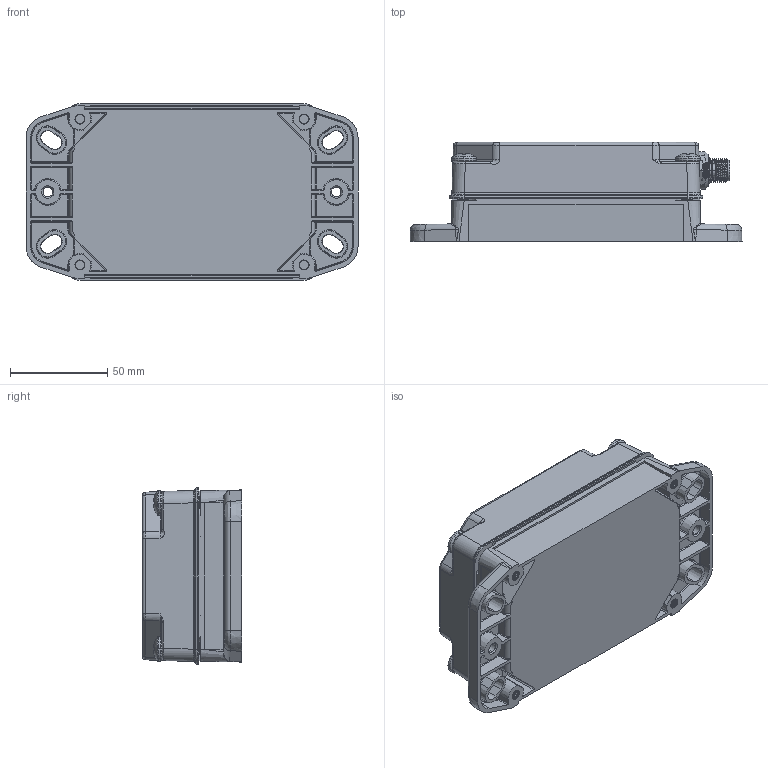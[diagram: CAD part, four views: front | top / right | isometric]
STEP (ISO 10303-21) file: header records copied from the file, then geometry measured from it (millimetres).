
FILE_DESCRIPTION((''),'2;1');
FILE_NAME('207447_SM01_ASM','2022-06-15T12:43:22',('PDMAdmin'),('BANNER ENGINEERING'),'CREO PARAMETRIC BY PTC INC, 2019292','CREO PARAMETRIC BY PTC INC, 2019292','');
FILE_SCHEMA(('CONFIG_CONTROL_DESIGN'));
Products named in the file (2): 207447_EP01; 207447_SM01_ASM
Assembly tree (1 placements, depth 2):
  207447_SM01_ASM
    207447_EP01
Bounding box: 170.5 x 50.9 x 90.8 mm (x, y, z)
Volume: 543132.9 mm3; surface area: 79391.5 mm2
Topology: 1 solids, 1 shells, 1693 faces, 4544 edges, 2883 vertices
Faces by surface type: cylinder 812, plane 381, bspline 211, cone 145, sphere 72, torus 56, extrusion 16
Entity records: 159471 total; most frequent: CARTESIAN_POINT 120756, ORIENTED_EDGE 9088, DIRECTION 6592, EDGE_CURVE 4544, VERTEX_POINT 2883, AXIS2_PLACEMENT_3D 2405, B_SPLINE_CURVE_WITH_KNOTS 1858, VECTOR 1782
